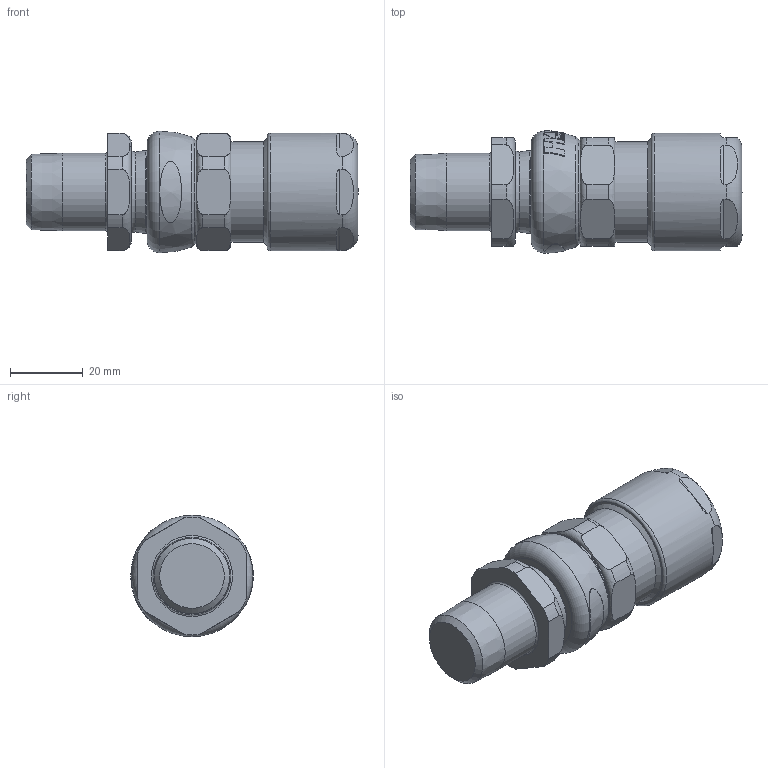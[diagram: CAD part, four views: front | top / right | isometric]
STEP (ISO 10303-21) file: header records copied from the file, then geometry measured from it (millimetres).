
FILE_DESCRIPTION(/* description */ (''),/* implementation_level */ '2;1');
FILE_NAME(/* name */ '501_453_UNIV_X A_1_2_NPT.stp',/* time_stamp */ '2020-08-12T17:51:54+05:00',/* author */ ('jgandhi'),/* organization */ (''),/* preprocessor_version */ 'ST-DEVELOPER v18',/* originating_system */ 'Autodesk Inventor 2020',/* authorisation */ '');
FILE_SCHEMA (('AUTOMOTIVE_DESIGN { 1 0 10303 214 3 1 1 }'));
Length unit declared in the file: millimetre
Products named in the file (1): 501_453_UNIV_X A_1_2_NPT
Bounding box: 91.55 x 33.8 x 33.5 mm (x, y, z)
Volume: 90984.6 mm3; surface area: 29435.1 mm2
Topology: 10 solids, 10 shells, 768 faces, 2152 edges, 1433 vertices
Faces by surface type: plane 270, torus 153, cylinder 144, cone 115, bspline 86
Full cylindrical faces by diameter (mm): 8.5 x1, 14.9 x1, 16.2 x1, 17 x3, 18.7 x1, 19.308 x1, 19.5 x1, 21 x1, 21.34 x1, 21.5 x1, 22.26 x1, 23 x4, 23.26 x1, 23.5 x1, 24.5 x1, 25.32 x1, 27.7 x1, 28.5 x1, 28.55 x1, 30 x1, 32.5 x1
Entity records: 30718 total; most frequent: CARTESIAN_POINT 11348, ORIENTED_EDGE 4304, DIRECTION 3443, EDGE_CURVE 2152, AXIS2_PLACEMENT_3D 1434, VERTEX_POINT 1433, EDGE_LOOP 803, STYLED_ITEM 778
